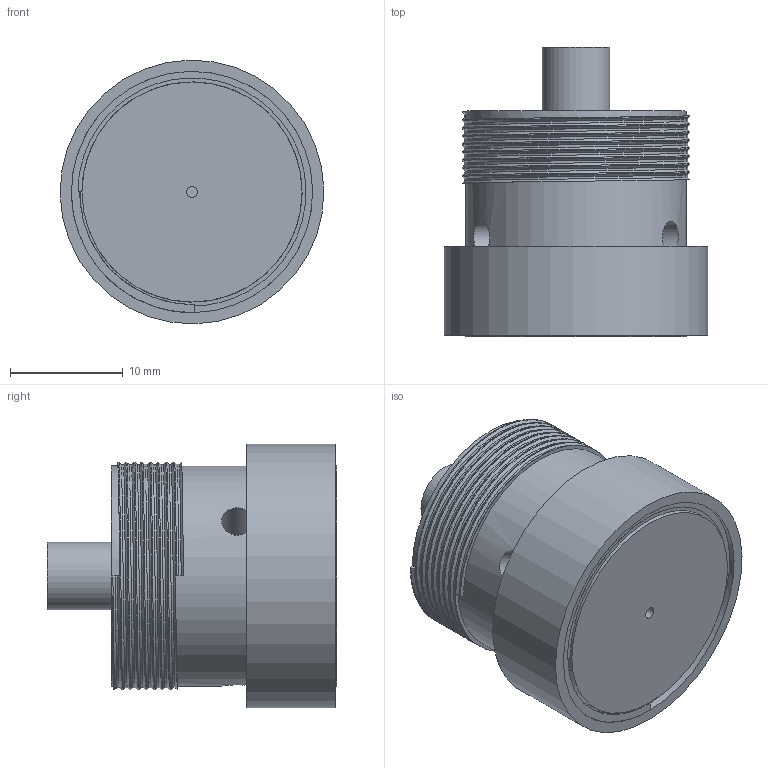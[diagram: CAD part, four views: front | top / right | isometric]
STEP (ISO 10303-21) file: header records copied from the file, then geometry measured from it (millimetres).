
FILE_DESCRIPTION(/* description */ (''),/* implementation_level */ '2;1');
FILE_NAME(/* name */ 'Assembly_RMS_Aligningtool_opticalaxis.iam.step',/* time_stamp */ '2022-11-29T09:16:29+01:00',/* author */ ('diederichbenedict'),/* organization */ (''),/* preprocessor_version */ 'ST-DEVELOPER v18.1',/* originating_system */ 'Autodesk Inventor 2022',/* authorisation */ '');
FILE_SCHEMA (('AUTOMOTIVE_DESIGN { 1 0 10303 214 3 1 1 }'));
Length unit declared in the file: millimetre
Products named in the file (4): Assembly_RMS_Aligningtool_opticalaxis; 00_RMS_Laser_alignmenttool; 00_IR_Laserdiode; 00_RMS_Thread
Assembly tree (3 placements, depth 2):
  Assembly_RMS_Aligningtool_opticalaxis
    00_RMS_Laser_alignmenttool
    00_IR_Laserdiode
    00_RMS_Thread
Bounding box: 23.37 x 25.66 x 23.37 mm (x, y, z)
Volume: 6536.2 mm3; surface area: 4546.5 mm2
Topology: 3 solids, 3 shells, 108 faces, 278 edges, 182 vertices
Faces by surface type: cylinder 74, plane 22, bspline 12
Full cylindrical faces by diameter (mm): 1 x2, 2.8 x3, 4.82 x1, 6 x2, 6.4 x2, 19.5 x3, 19.791 x14, 19.9 x9, 20.2 x14, 20.616 x9, 21.388 x2, 23.375 x1
Entity records: 8919 total; most frequent: CARTESIAN_POINT 6408, ORIENTED_EDGE 556, DIRECTION 368, EDGE_CURVE 278, VERTEX_POINT 182, B_SPLINE_CURVE_WITH_KNOTS 136, EDGE_LOOP 124, AXIS2_PLACEMENT_3D 123
